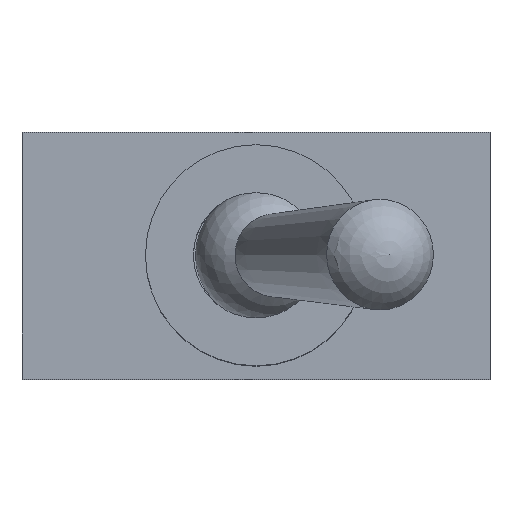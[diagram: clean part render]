
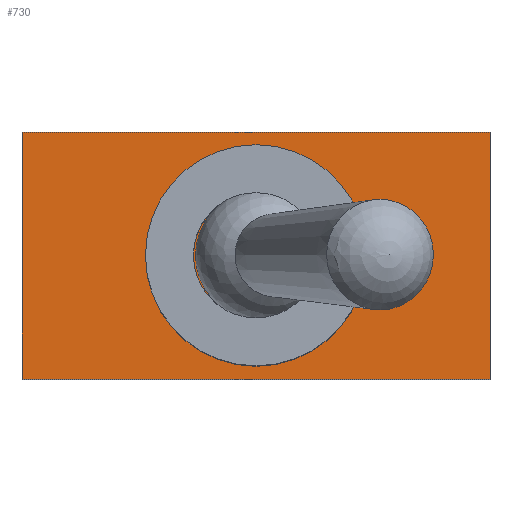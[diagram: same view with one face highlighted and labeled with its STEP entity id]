
A CAD part, top view. The second image highlights one B-rep face of the part: STEP entity #730.
In plain terms, the highlighted planar face has unit normal (0, 0, 1).
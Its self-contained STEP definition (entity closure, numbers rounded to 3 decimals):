
#75=FACE_OUTER_BOUND('',#119,.T.);
#119=EDGE_LOOP('',(#625,#626,#627,#628));
#205=LINE('',#1165,#292);
#208=LINE('',#1171,#295);
#211=LINE('',#1177,#298);
#214=LINE('',#1181,#301);
#292=VECTOR('',#950,10.);
#295=VECTOR('',#955,10.);
#298=VECTOR('',#960,10.);
#301=VECTOR('',#965,10.);
#355=VERTEX_POINT('',#1162);
#356=VERTEX_POINT('',#1164);
#358=VERTEX_POINT('',#1170);
#360=VERTEX_POINT('',#1176);
#443=EDGE_CURVE('',#356,#355,#205,.T.);
#446=EDGE_CURVE('',#358,#356,#208,.T.);
#449=EDGE_CURVE('',#360,#358,#211,.T.);
#452=EDGE_CURVE('',#355,#360,#214,.T.);
#625=ORIENTED_EDGE('',*,*,#452,.T.);
#626=ORIENTED_EDGE('',*,*,#449,.T.);
#627=ORIENTED_EDGE('',*,*,#446,.T.);
#628=ORIENTED_EDGE('',*,*,#443,.T.);
#691=PLANE('',#793);
#730=ADVANCED_FACE('',(#75),#691,.T.);
#793=AXIS2_PLACEMENT_3D('',#1182,#966,#967);
#950=DIRECTION('',(0.,-1.,0.));
#955=DIRECTION('',(-1.,0.,0.));
#960=DIRECTION('',(0.,1.,0.));
#965=DIRECTION('',(1.,0.,0.));
#966=DIRECTION('center_axis',(0.,0.,1.));
#967=DIRECTION('ref_axis',(1.,0.,0.));
#1162=CARTESIAN_POINT('',(-6.35,-3.35,10.3));
#1164=CARTESIAN_POINT('',(-6.35,3.35,10.3));
#1165=CARTESIAN_POINT('',(-6.35,-3.35,10.3));
#1170=CARTESIAN_POINT('',(6.35,3.35,10.3));
#1171=CARTESIAN_POINT('',(-6.35,3.35,10.3));
#1176=CARTESIAN_POINT('',(6.35,-3.35,10.3));
#1177=CARTESIAN_POINT('',(6.35,3.35,10.3));
#1181=CARTESIAN_POINT('',(6.35,-3.35,10.3));
#1182=CARTESIAN_POINT('Origin',(0.,0.,10.3));
